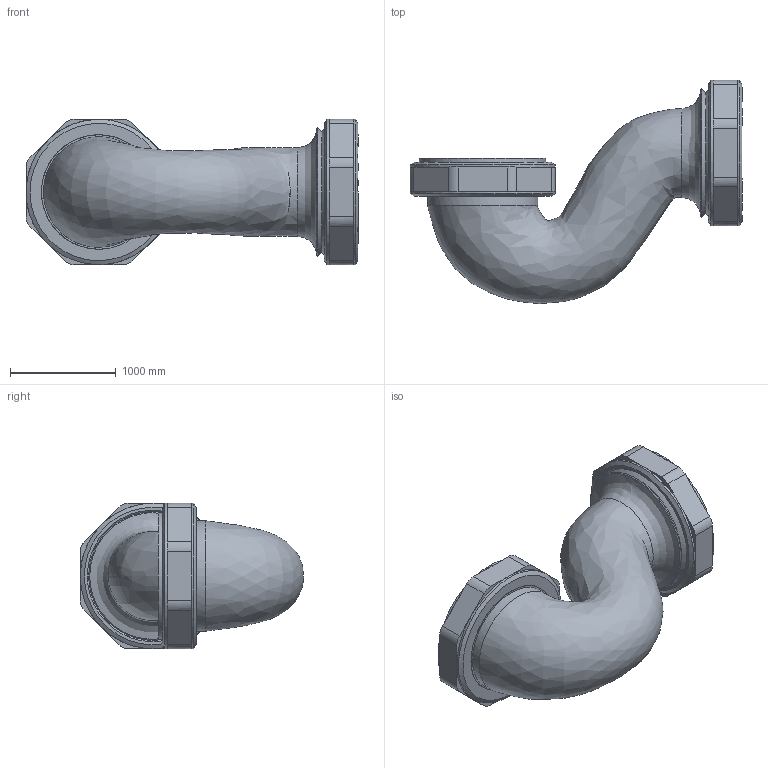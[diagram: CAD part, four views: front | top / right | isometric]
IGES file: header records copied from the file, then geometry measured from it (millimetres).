
Global section: file name: CW3_1; native system: AutoCAD 2016 - English; preprocessor: Autodesk Translation Framework DWG producer (atf_dwg_producer); organization: unknown; date: 20170220.140005; units: inch
Bounding box: 3132.89 x 2107.32 x 1371.6 mm (x, y, z)
Volume: 1118824802.4 mm3; surface area: 35592960.8 mm2
Topology: 10 solids, 10 shells, 156 faces, 404 edges, 273 vertices
Faces by surface type: bspline 156
